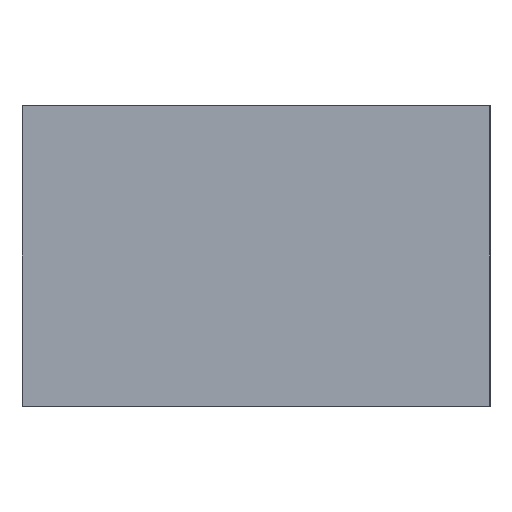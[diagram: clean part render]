
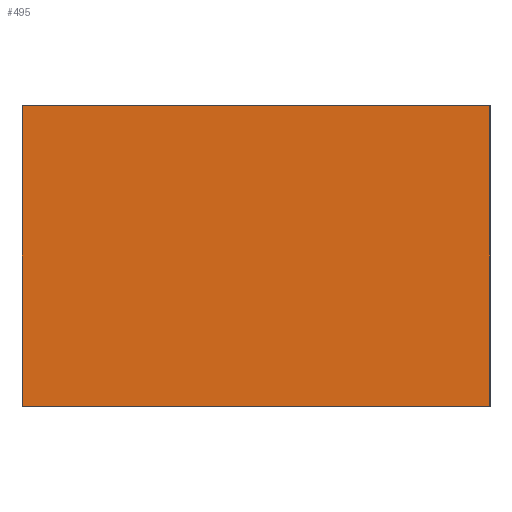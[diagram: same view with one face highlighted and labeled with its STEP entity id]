
A CAD part, left-side view. The second image highlights one B-rep face of the part: STEP entity #495.
In plain terms, the highlighted planar face has unit normal (-1, 0, 0).
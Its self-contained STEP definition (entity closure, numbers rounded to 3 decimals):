
#350 = ORIENTED_EDGE ( 'NONE', *, *, #486, .F. ) ;
#351 = ORIENTED_EDGE ( 'NONE', *, *, #364, .F. ) ;
#352 = ORIENTED_EDGE ( 'NONE', *, *, #546, .F. ) ;
#362 = VERTEX_POINT ( 'NONE', #2970 ) ;
#364 = EDGE_CURVE ( 'NONE', #362, #484, #2969, .T. ) ;
#484 = VERTEX_POINT ( 'NONE', #3206 ) ;
#486 = EDGE_CURVE ( 'NONE', #484, #553, #3205, .T. ) ;
#495 = ADVANCED_FACE ( 'NONE', ( #3243 ), #3242, .T. ) ;
#496 = ORIENTED_EDGE ( 'NONE', *, *, #555, .F. ) ;
#546 = EDGE_CURVE ( 'NONE', #556, #362, #3479, .T. ) ;
#547 = EDGE_LOOP ( 'NONE', ( #496, #350, #351, #352 ) ) ;
#553 = VERTEX_POINT ( 'NONE', #3412 ) ;
#555 = EDGE_CURVE ( 'NONE', #553, #556, #3572, .T. ) ;
#556 = VERTEX_POINT ( 'NONE', #3568 ) ;
#2966 = DIRECTION ( 'NONE',  ( 0., 1., 0. ) ) ;
#2967 = VECTOR ( 'NONE', #2966, 1000. ) ;
#2968 = CARTESIAN_POINT ( 'NONE',  ( -4., 0., -9. ) ) ;
#2969 = LINE ( 'NONE', #2968, #2967 ) ;
#2970 = CARTESIAN_POINT ( 'NONE',  ( -4., 0., -9. ) ) ;
#3202 = DIRECTION ( 'NONE',  ( 0., 0., 1. ) ) ;
#3203 = VECTOR ( 'NONE', #3202, 1000. ) ;
#3204 = CARTESIAN_POINT ( 'NONE',  ( -4., 28., 9. ) ) ;
#3205 = LINE ( 'NONE', #3204, #3203 ) ;
#3206 = CARTESIAN_POINT ( 'NONE',  ( -4., 28., -9. ) ) ;
#3242 = PLANE ( 'NONE',  #3244 ) ;
#3243 = FACE_OUTER_BOUND ( 'NONE', #547, .T. ) ;
#3244 = AXIS2_PLACEMENT_3D ( 'NONE', #3327, #3326, #3325 ) ;
#3325 = DIRECTION ( 'NONE',  ( 0., 0., 1. ) ) ;
#3326 = DIRECTION ( 'NONE',  ( -1., 0., 0. ) ) ;
#3327 = CARTESIAN_POINT ( 'NONE',  ( -4., 28., 9. ) ) ;
#3412 = CARTESIAN_POINT ( 'NONE',  ( -4., 28., 9. ) ) ;
#3479 = LINE ( 'NONE', #3525, #3585 ) ;
#3524 = DIRECTION ( 'NONE',  ( 0., 0., -1. ) ) ;
#3525 = CARTESIAN_POINT ( 'NONE',  ( -4., 0., 9. ) ) ;
#3568 = CARTESIAN_POINT ( 'NONE',  ( -4., 0., 9. ) ) ;
#3569 = DIRECTION ( 'NONE',  ( 0., -1., 0. ) ) ;
#3570 = VECTOR ( 'NONE', #3569, 1000. ) ;
#3571 = CARTESIAN_POINT ( 'NONE',  ( -4., 0., 9. ) ) ;
#3572 = LINE ( 'NONE', #3571, #3570 ) ;
#3585 = VECTOR ( 'NONE', #3524, 1000. ) ;
